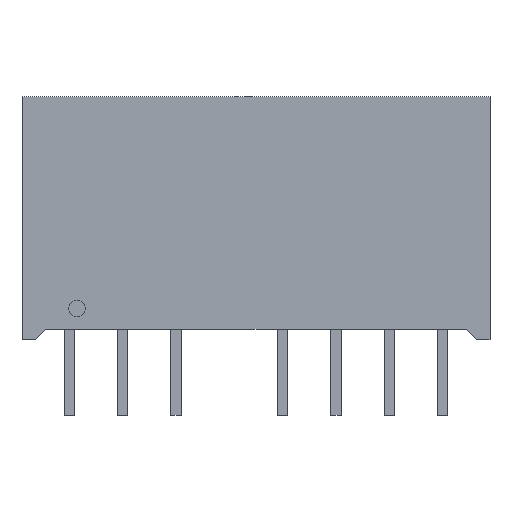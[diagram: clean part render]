
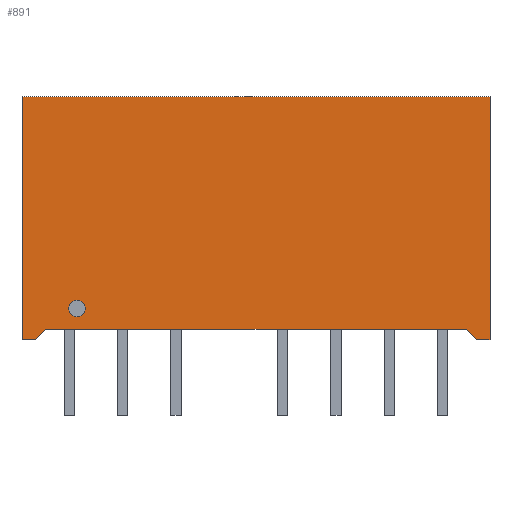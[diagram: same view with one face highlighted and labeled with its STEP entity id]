
A CAD part, front view. The second image highlights one B-rep face of the part: STEP entity #891.
In plain terms, the highlighted planar face has unit normal (0, -1, 0).
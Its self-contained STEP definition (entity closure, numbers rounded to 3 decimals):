
#16=FACE_BOUND('',#150,.T.);
#19=CIRCLE('',#955,0.4);
#91=FACE_OUTER_BOUND('',#149,.T.);
#149=EDGE_LOOP('',(#748,#749,#750,#751,#752,#753,#754,#755));
#150=EDGE_LOOP('',(#756));
#245=LINE('',#1396,#353);
#249=LINE('',#1404,#357);
#252=LINE('',#1410,#360);
#255=LINE('',#1416,#363);
#256=LINE('',#1418,#364);
#257=LINE('',#1420,#365);
#258=LINE('',#1422,#366);
#259=LINE('',#1423,#367);
#353=VECTOR('',#1152,0.707);
#357=VECTOR('',#1158,20.05);
#360=VECTOR('',#1163,0.707);
#363=VECTOR('',#1168,0.625);
#364=VECTOR('',#1169,11.6);
#365=VECTOR('',#1170,22.3);
#366=VECTOR('',#1171,11.6);
#367=VECTOR('',#1172,0.625);
#434=VERTEX_POINT('',#1390);
#435=VERTEX_POINT('',#1394);
#436=VERTEX_POINT('',#1395);
#439=VERTEX_POINT('',#1403);
#441=VERTEX_POINT('',#1409);
#443=VERTEX_POINT('',#1415);
#444=VERTEX_POINT('',#1417);
#445=VERTEX_POINT('',#1419);
#446=VERTEX_POINT('',#1421);
#538=EDGE_CURVE('',#434,#434,#19,.T.);
#539=EDGE_CURVE('',#435,#436,#245,.T.);
#543=EDGE_CURVE('',#439,#435,#249,.T.);
#546=EDGE_CURVE('',#441,#439,#252,.T.);
#549=EDGE_CURVE('',#443,#436,#255,.T.);
#550=EDGE_CURVE('',#443,#444,#256,.T.);
#551=EDGE_CURVE('',#445,#444,#257,.T.);
#552=EDGE_CURVE('',#446,#445,#258,.T.);
#553=EDGE_CURVE('',#441,#446,#259,.T.);
#748=ORIENTED_EDGE('',*,*,#546,.T.);
#749=ORIENTED_EDGE('',*,*,#543,.T.);
#750=ORIENTED_EDGE('',*,*,#539,.T.);
#751=ORIENTED_EDGE('',*,*,#549,.F.);
#752=ORIENTED_EDGE('',*,*,#550,.T.);
#753=ORIENTED_EDGE('',*,*,#551,.F.);
#754=ORIENTED_EDGE('',*,*,#552,.F.);
#755=ORIENTED_EDGE('',*,*,#553,.F.);
#756=ORIENTED_EDGE('',*,*,#538,.T.);
#835=PLANE('',#960);
#891=ADVANCED_FACE('',(#91,#16),#835,.T.);
#955=AXIS2_PLACEMENT_3D('',#1391,#1146,#1147);
#960=AXIS2_PLACEMENT_3D('',#1414,#1166,#1167);
#1146=DIRECTION('center_axis',(0.,1.,0.));
#1147=DIRECTION('ref_axis',(1.,0.,0.));
#1152=DIRECTION('',(0.707,0.,-0.707));
#1158=DIRECTION('',(1.,0.,0.));
#1163=DIRECTION('',(0.707,0.,0.707));
#1166=DIRECTION('center_axis',(0.,-1.,0.));
#1167=DIRECTION('ref_axis',(1.,0.,0.));
#1168=DIRECTION('',(-1.,0.,0.));
#1169=DIRECTION('',(0.,0.,1.));
#1170=DIRECTION('',(1.,0.,0.));
#1171=DIRECTION('',(0.,0.,1.));
#1172=DIRECTION('',(-1.,0.,0.));
#1390=CARTESIAN_POINT('',(-8.125,-4.85,1.5));
#1391=CARTESIAN_POINT('Origin',(-8.525,-4.85,1.5));
#1394=CARTESIAN_POINT('',(10.025,-4.85,0.5));
#1395=CARTESIAN_POINT('',(10.525,-4.85,0.));
#1396=CARTESIAN_POINT('',(4.856,-4.85,5.669));
#1403=CARTESIAN_POINT('',(-10.025,-4.85,0.5));
#1404=CARTESIAN_POINT('',(-10.588,-4.85,0.5));
#1409=CARTESIAN_POINT('',(-10.525,-4.85,0.));
#1410=CARTESIAN_POINT('',(-10.681,-4.85,-0.156));
#1414=CARTESIAN_POINT('Origin',(-11.15,-4.85,0.));
#1415=CARTESIAN_POINT('',(11.15,-4.85,0.));
#1416=CARTESIAN_POINT('',(11.15,-4.85,0.));
#1417=CARTESIAN_POINT('',(11.15,-4.85,11.6));
#1418=CARTESIAN_POINT('',(11.15,-4.85,0.));
#1419=CARTESIAN_POINT('',(-11.15,-4.85,11.6));
#1420=CARTESIAN_POINT('',(11.15,-4.85,11.6));
#1421=CARTESIAN_POINT('',(-11.15,-4.85,0.));
#1422=CARTESIAN_POINT('',(-11.15,-4.85,0.));
#1423=CARTESIAN_POINT('',(11.15,-4.85,0.));
